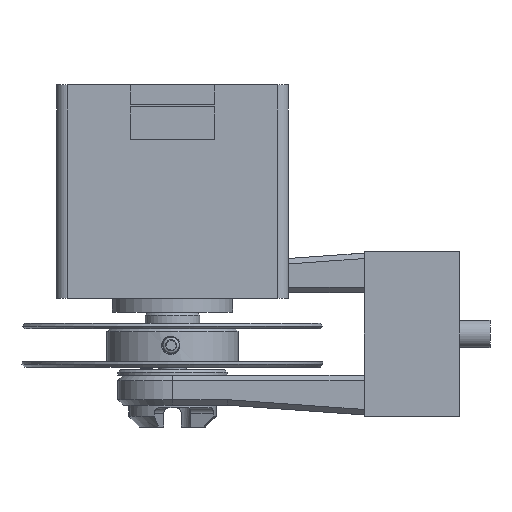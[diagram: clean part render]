
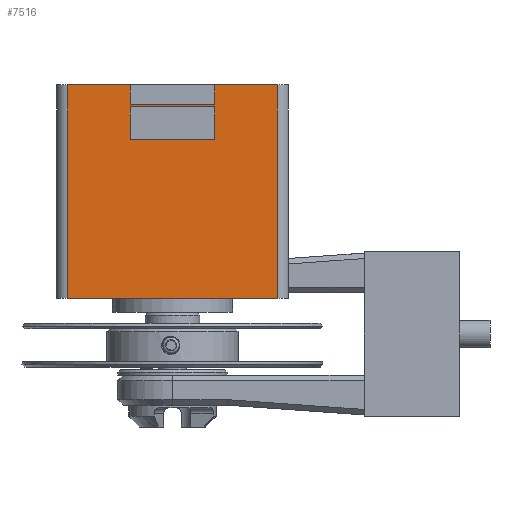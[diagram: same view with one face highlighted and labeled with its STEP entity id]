
A CAD part, left-side view. The second image highlights one B-rep face of the part: STEP entity #7516.
In plain terms, the highlighted face is planar.
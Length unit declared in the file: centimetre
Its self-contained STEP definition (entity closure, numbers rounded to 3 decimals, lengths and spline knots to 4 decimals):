
#2610=VECTOR('',#9373,1.);
#2614=VECTOR('',#9378,1.);
#2617=VECTOR('',#9382,1.);
#2619=VECTOR('',#9385,1.);
#2622=VECTOR('',#9390,1.);
#2626=VECTOR('',#9395,1.);
#2629=VECTOR('',#9399,1.);
#2631=VECTOR('',#9403,1.);
#2632=VECTOR('',#9404,1.);
#2633=VECTOR('',#9405,1.);
#2634=VECTOR('',#9406,1.);
#3108=LINE('',#14029,#2610);
#3112=LINE('',#14037,#2614);
#3115=LINE('',#14043,#2617);
#3117=LINE('',#14046,#2619);
#3120=LINE('',#14054,#2622);
#3124=LINE('',#14062,#2626);
#3127=LINE('',#14068,#2629);
#3129=LINE('',#14072,#2631);
#3130=LINE('',#14074,#2632);
#3131=LINE('',#14076,#2633);
#3132=LINE('',#14078,#2634);
#3691=VERTEX_POINT('',#14028);
#3692=VERTEX_POINT('',#14030);
#3694=VERTEX_POINT('',#14036);
#3696=VERTEX_POINT('',#14042);
#3699=VERTEX_POINT('',#14053);
#3700=VERTEX_POINT('',#14055);
#3702=VERTEX_POINT('',#14061);
#3704=VERTEX_POINT('',#14067);
#3705=VERTEX_POINT('',#14073);
#3706=VERTEX_POINT('',#14075);
#3707=VERTEX_POINT('',#14077);
#3708=VERTEX_POINT('',#14079);
#4608=EDGE_CURVE('',#3692,#3691,#3108,.T.);
#4612=EDGE_CURVE('',#3691,#3694,#3112,.T.);
#4615=EDGE_CURVE('',#3694,#3696,#3115,.T.);
#4617=EDGE_CURVE('',#3696,#3692,#3117,.T.);
#4620=EDGE_CURVE('',#3700,#3699,#3120,.T.);
#4624=EDGE_CURVE('',#3699,#3702,#3124,.T.);
#4627=EDGE_CURVE('',#3702,#3704,#3127,.T.);
#4629=EDGE_CURVE('',#3704,#3705,#3129,.T.);
#4630=EDGE_CURVE('',#3706,#3705,#3130,.T.);
#4631=EDGE_CURVE('',#3707,#3706,#3131,.T.);
#4632=EDGE_CURVE('',#3708,#3707,#3132,.T.);
#4633=EDGE_CURVE('',#3708,#3700,#3129,.T.);
#6080=ORIENTED_EDGE('',*,*,#4608,.T.);
#6081=ORIENTED_EDGE('',*,*,#4612,.T.);
#6082=ORIENTED_EDGE('',*,*,#4615,.T.);
#6083=ORIENTED_EDGE('',*,*,#4617,.T.);
#6084=ORIENTED_EDGE('',*,*,#4620,.T.);
#6085=ORIENTED_EDGE('',*,*,#4624,.T.);
#6086=ORIENTED_EDGE('',*,*,#4627,.T.);
#6087=ORIENTED_EDGE('',*,*,#4629,.T.);
#6088=ORIENTED_EDGE('',*,*,#4630,.F.);
#6089=ORIENTED_EDGE('',*,*,#4631,.F.);
#6090=ORIENTED_EDGE('',*,*,#4632,.F.);
#6091=ORIENTED_EDGE('',*,*,#4633,.T.);
#6634=EDGE_LOOP('',(#6080,#6081,#6082,#6083));
#6635=EDGE_LOOP('',(#6084,#6085,#6086,#6087,#6088,#6089,#6090,#6091));
#7139=FACE_BOUND('',#6634,.T.);
#7140=FACE_BOUND('',#6635,.T.);
#7516=ADVANCED_FACE('',(#7139,#7140),#14423,.T.);
#8048=AXIS2_PLACEMENT_3D('',#14071,#9402,$);
#9373=DIRECTION('',(-1.,0.,0.));
#9378=DIRECTION('',(0.,0.,-1.));
#9382=DIRECTION('',(1.,0.,0.));
#9385=DIRECTION('',(0.,0.,1.));
#9390=DIRECTION('',(0.,0.,1.));
#9395=DIRECTION('',(-1.,0.,0.));
#9399=DIRECTION('',(0.,0.,-1.));
#9402=DIRECTION('',(0.,1.,0.));
#9403=DIRECTION('',(-1.,0.,0.));
#9404=DIRECTION('',(0.,0.,-1.));
#9405=DIRECTION('',(-1.,0.,0.));
#9406=DIRECTION('',(0.,0.,1.));
#14028=CARTESIAN_POINT('',(-0.775,2.115,-2.9));
#14029=CARTESIAN_POINT('',(0.,2.115,-2.9));
#14030=CARTESIAN_POINT('',(0.775,2.115,-2.9));
#14036=CARTESIAN_POINT('',(-0.775,2.115,-3.5));
#14037=CARTESIAN_POINT('',(-0.775,2.115,-1.6));
#14042=CARTESIAN_POINT('',(0.775,2.115,-3.5));
#14043=CARTESIAN_POINT('',(0.,2.115,-3.5));
#14046=CARTESIAN_POINT('',(0.775,2.115,-1.6));
#14053=CARTESIAN_POINT('',(0.775,2.115,-3.55));
#14054=CARTESIAN_POINT('',(0.775,2.115,-1.8625));
#14055=CARTESIAN_POINT('',(0.775,2.115,-3.9));
#14061=CARTESIAN_POINT('',(-0.775,2.115,-3.55));
#14062=CARTESIAN_POINT('',(0.,2.115,-3.55));
#14067=CARTESIAN_POINT('',(-0.775,2.115,-3.9));
#14068=CARTESIAN_POINT('',(-0.775,2.115,-1.8625));
#14071=CARTESIAN_POINT('',(0.,2.115,0.));
#14072=CARTESIAN_POINT('',(2.115,2.115,-3.9));
#14073=CARTESIAN_POINT('',(-1.915,2.115,-3.9));
#14074=CARTESIAN_POINT('',(-1.915,2.115,0.));
#14075=CARTESIAN_POINT('',(-1.915,2.115,0.));
#14076=CARTESIAN_POINT('',(2.115,2.115,0.));
#14077=CARTESIAN_POINT('',(1.915,2.115,0.));
#14078=CARTESIAN_POINT('',(1.915,2.115,0.));
#14079=CARTESIAN_POINT('',(1.915,2.115,-3.9));
#14423=PLANE('',#8048);
